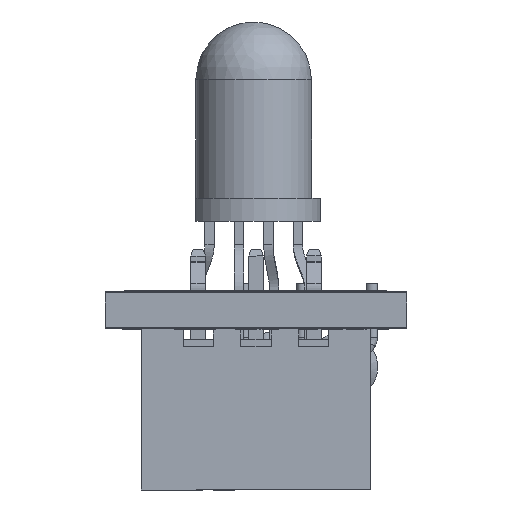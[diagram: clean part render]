
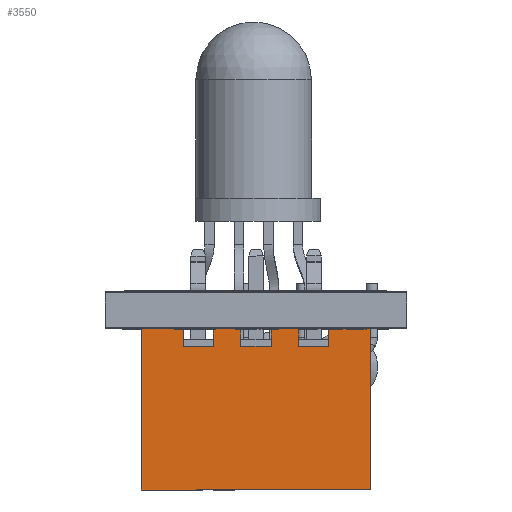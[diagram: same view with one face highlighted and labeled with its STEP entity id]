
A CAD part, front view. The second image highlights one B-rep face of the part: STEP entity #3550.
In plain terms, the highlighted face is planar.
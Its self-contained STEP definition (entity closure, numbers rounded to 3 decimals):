
#3081 = VERTEX_POINT('',#3082);
#3082 = CARTESIAN_POINT('',(-0.65,0.,3.4));
#3088 = EDGE_CURVE('',#3089,#3081,#3091,.T.);
#3089 = VERTEX_POINT('',#3090);
#3090 = CARTESIAN_POINT('',(-2.45,0.,3.4));
#3091 = LINE('',#3092,#3093);
#3092 = CARTESIAN_POINT('',(0.,0.,3.4));
#3093 = VECTOR('',#3094,1.);
#3094 = DIRECTION('',(1.,-0.,0.));
#3114 = VERTEX_POINT('',#3115);
#3115 = CARTESIAN_POINT('',(0.65,0.,3.4));
#3130 = VERTEX_POINT('',#3131);
#3131 = CARTESIAN_POINT('',(1.85,0.,3.4));
#3137 = EDGE_CURVE('',#3114,#3130,#3138,.T.);
#3138 = LINE('',#3139,#3140);
#3139 = CARTESIAN_POINT('',(0.,0.,3.4));
#3140 = VECTOR('',#3141,1.);
#3141 = DIRECTION('',(1.,-0.,0.));
#3154 = VERTEX_POINT('',#3155);
#3155 = CARTESIAN_POINT('',(3.15,0.,3.4));
#3170 = VERTEX_POINT('',#3171);
#3171 = CARTESIAN_POINT('',(4.35,0.,3.4));
#3177 = EDGE_CURVE('',#3154,#3170,#3178,.T.);
#3178 = LINE('',#3179,#3180);
#3179 = CARTESIAN_POINT('',(0.,0.,3.4));
#3180 = VECTOR('',#3181,1.);
#3181 = DIRECTION('',(1.,-0.,0.));
#3465 = VERTEX_POINT('',#3466);
#3466 = CARTESIAN_POINT('',(7.45,7.,3.4));
#3472 = EDGE_CURVE('',#3465,#3473,#3475,.T.);
#3473 = VERTEX_POINT('',#3474);
#3474 = CARTESIAN_POINT('',(7.45,0.,3.4));
#3475 = LINE('',#3476,#3477);
#3476 = CARTESIAN_POINT('',(7.45,7.,3.4));
#3477 = VECTOR('',#3478,1.);
#3478 = DIRECTION('',(-0.,-1.,-0.));
#3516 = EDGE_CURVE('',#3517,#3089,#3519,.T.);
#3517 = VERTEX_POINT('',#3518);
#3518 = CARTESIAN_POINT('',(-2.45,7.,3.4));
#3519 = LINE('',#3520,#3521);
#3520 = CARTESIAN_POINT('',(-2.45,7.,3.4));
#3521 = VECTOR('',#3522,1.);
#3522 = DIRECTION('',(-0.,-1.,-0.));
#3550 = ADVANCED_FACE('',(#3551),#3638,.F.);
#3551 = FACE_BOUND('',#3552,.T.);
#3552 = EDGE_LOOP('',(#3553,#3554,#3562,#3570,#3578,#3584,#3585,#3591,
    #3592,#3593,#3601,#3609,#3615,#3616,#3624,#3632));
#3553 = ORIENTED_EDGE('',*,*,#3177,.T.);
#3554 = ORIENTED_EDGE('',*,*,#3555,.F.);
#3555 = EDGE_CURVE('',#3556,#3170,#3558,.T.);
#3556 = VERTEX_POINT('',#3557);
#3557 = CARTESIAN_POINT('',(4.35,0.8,3.4));
#3558 = LINE('',#3559,#3560);
#3559 = CARTESIAN_POINT('',(4.35,0.8,3.4));
#3560 = VECTOR('',#3561,1.);
#3561 = DIRECTION('',(-0.,-1.,-0.));
#3562 = ORIENTED_EDGE('',*,*,#3563,.F.);
#3563 = EDGE_CURVE('',#3564,#3556,#3566,.T.);
#3564 = VERTEX_POINT('',#3565);
#3565 = CARTESIAN_POINT('',(5.65,0.8,3.4));
#3566 = LINE('',#3567,#3568);
#3567 = CARTESIAN_POINT('',(4.35,0.8,3.4));
#3568 = VECTOR('',#3569,1.);
#3569 = DIRECTION('',(-1.,-0.,0.));
#3570 = ORIENTED_EDGE('',*,*,#3571,.T.);
#3571 = EDGE_CURVE('',#3564,#3572,#3574,.T.);
#3572 = VERTEX_POINT('',#3573);
#3573 = CARTESIAN_POINT('',(5.65,0.,3.4));
#3574 = LINE('',#3575,#3576);
#3575 = CARTESIAN_POINT('',(5.65,0.8,3.4));
#3576 = VECTOR('',#3577,1.);
#3577 = DIRECTION('',(-0.,-1.,-0.));
#3578 = ORIENTED_EDGE('',*,*,#3579,.T.);
#3579 = EDGE_CURVE('',#3572,#3473,#3580,.T.);
#3580 = LINE('',#3581,#3582);
#3581 = CARTESIAN_POINT('',(0.,0.,3.4));
#3582 = VECTOR('',#3583,1.);
#3583 = DIRECTION('',(1.,-0.,0.));
#3584 = ORIENTED_EDGE('',*,*,#3472,.F.);
#3585 = ORIENTED_EDGE('',*,*,#3586,.F.);
#3586 = EDGE_CURVE('',#3517,#3465,#3587,.T.);
#3587 = LINE('',#3588,#3589);
#3588 = CARTESIAN_POINT('',(0.,7.,3.4));
#3589 = VECTOR('',#3590,1.);
#3590 = DIRECTION('',(1.,-0.,0.));
#3591 = ORIENTED_EDGE('',*,*,#3516,.T.);
#3592 = ORIENTED_EDGE('',*,*,#3088,.T.);
#3593 = ORIENTED_EDGE('',*,*,#3594,.F.);
#3594 = EDGE_CURVE('',#3595,#3081,#3597,.T.);
#3595 = VERTEX_POINT('',#3596);
#3596 = CARTESIAN_POINT('',(-0.65,0.8,3.4));
#3597 = LINE('',#3598,#3599);
#3598 = CARTESIAN_POINT('',(-0.65,0.8,3.4));
#3599 = VECTOR('',#3600,1.);
#3600 = DIRECTION('',(-0.,-1.,-0.));
#3601 = ORIENTED_EDGE('',*,*,#3602,.F.);
#3602 = EDGE_CURVE('',#3603,#3595,#3605,.T.);
#3603 = VERTEX_POINT('',#3604);
#3604 = CARTESIAN_POINT('',(0.65,0.8,3.4));
#3605 = LINE('',#3606,#3607);
#3606 = CARTESIAN_POINT('',(-0.65,0.8,3.4));
#3607 = VECTOR('',#3608,1.);
#3608 = DIRECTION('',(-1.,-0.,-0.));
#3609 = ORIENTED_EDGE('',*,*,#3610,.T.);
#3610 = EDGE_CURVE('',#3603,#3114,#3611,.T.);
#3611 = LINE('',#3612,#3613);
#3612 = CARTESIAN_POINT('',(0.65,0.8,3.4));
#3613 = VECTOR('',#3614,1.);
#3614 = DIRECTION('',(-0.,-1.,-0.));
#3615 = ORIENTED_EDGE('',*,*,#3137,.T.);
#3616 = ORIENTED_EDGE('',*,*,#3617,.F.);
#3617 = EDGE_CURVE('',#3618,#3130,#3620,.T.);
#3618 = VERTEX_POINT('',#3619);
#3619 = CARTESIAN_POINT('',(1.85,0.8,3.4));
#3620 = LINE('',#3621,#3622);
#3621 = CARTESIAN_POINT('',(1.85,0.8,3.4));
#3622 = VECTOR('',#3623,1.);
#3623 = DIRECTION('',(-0.,-1.,-0.));
#3624 = ORIENTED_EDGE('',*,*,#3625,.F.);
#3625 = EDGE_CURVE('',#3626,#3618,#3628,.T.);
#3626 = VERTEX_POINT('',#3627);
#3627 = CARTESIAN_POINT('',(3.15,0.8,3.4));
#3628 = LINE('',#3629,#3630);
#3629 = CARTESIAN_POINT('',(1.85,0.8,3.4));
#3630 = VECTOR('',#3631,1.);
#3631 = DIRECTION('',(-1.,-0.,-0.));
#3632 = ORIENTED_EDGE('',*,*,#3633,.T.);
#3633 = EDGE_CURVE('',#3626,#3154,#3634,.T.);
#3634 = LINE('',#3635,#3636);
#3635 = CARTESIAN_POINT('',(3.15,0.8,3.4));
#3636 = VECTOR('',#3637,1.);
#3637 = DIRECTION('',(-0.,-1.,-0.));
#3638 = PLANE('',#3639);
#3639 = AXIS2_PLACEMENT_3D('',#3640,#3641,#3642);
#3640 = CARTESIAN_POINT('',(0.,7.,3.4));
#3641 = DIRECTION('',(0.,0.,-1.));
#3642 = DIRECTION('',(-1.,0.,-0.));
